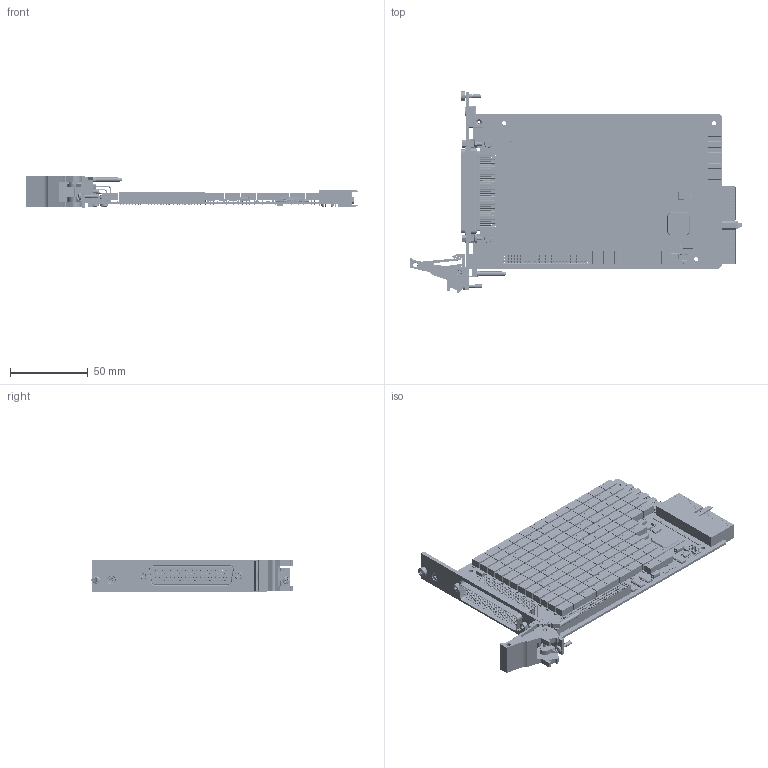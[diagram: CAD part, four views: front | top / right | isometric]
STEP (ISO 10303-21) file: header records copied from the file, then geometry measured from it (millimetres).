
FILE_DESCRIPTION (( 'STEP AP214' ), '1' );
FILE_NAME ('40-518A-002 PXI 16x8 2 Pole MAT 2A 60W + BIRST.STEP', '2013-08-28T07:59:59', ( 'admin' ), ( '' ), 'SwSTEP 2.0', 'SolidWorks 2012', '' );
FILE_SCHEMA (( 'AUTOMOTIVE_DESIGN' ));
Length unit declared in the file: millimetre
Products named in the file (1): 40-518A-002 PXI 16x8 2 Pole MAT 2A 60W + BIRST
Bounding box: 214.01 x 129.67 x 20 mm (x, y, z)
Surface area: 99879.7 mm2 (no closed solid volume)
Topology: 0 solids, 2115 shells, 7122 faces, 24316 edges, 18410 vertices
Faces by surface type: plane 4822, cylinder 2066, torus 181, cone 41, sphere 7, bspline 5
Full cylindrical faces by diameter (mm): 0.25 x1, 0.4 x1048, 0.5 x83, 0.6 x166, 0.7 x5, 0.711 x3, 0.75 x11, 0.77 x156, 1.19 x8, 1.496 x2, 2 x6, 2.05 x3, 2.5 x10, 2.6 x3, 2.7 x2, 2.701 x2, 2.8 x1, 3 x3, 3.2 x2, 4.7 x1, 5 x6, 5.2 x4, 5.3 x1, 5.5 x2, 5.7 x1, 6 x1
Entity records: 336347 total; most frequent: CARTESIAN_POINT 57234, DIRECTION 41791, ORIENTED_EDGE 30841, EDGE_CURVE 22463, VERTEX_POINT 18282, VECTOR 16035, LINE 16035, AXIS2_PLACEMENT_3D 12878
